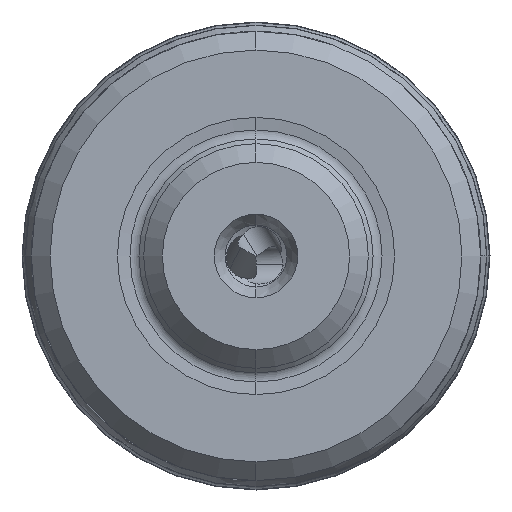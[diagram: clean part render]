
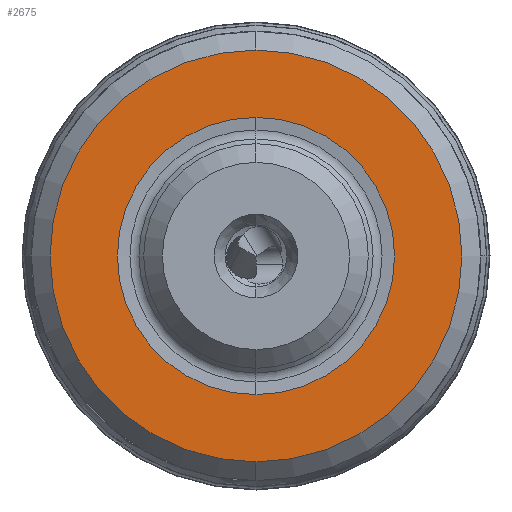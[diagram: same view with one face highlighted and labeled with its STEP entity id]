
A CAD part, left-side view. The second image highlights one B-rep face of the part: STEP entity #2675.
In plain terms, the highlighted planar face has unit normal (-1, 0, 0).
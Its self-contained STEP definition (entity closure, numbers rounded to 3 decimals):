
#70 = CARTESIAN_POINT ( 'NONE',  ( -31.3, 0., 0. ) ) ;
#80 = DIRECTION ( 'NONE',  ( 0., 0., -1. ) ) ;
#89 = ORIENTED_EDGE ( 'NONE', *, *, #2197, .T. ) ;
#97 = CARTESIAN_POINT ( 'NONE',  ( -31.3, 0., 0. ) ) ;
#116 = DIRECTION ( 'NONE',  ( 1., 0., 0. ) ) ;
#143 = DIRECTION ( 'NONE',  ( 0., 0., -1. ) ) ;
#154 = DIRECTION ( 'NONE',  ( 1., 0., 0. ) ) ;
#168 = ORIENTED_EDGE ( 'NONE', *, *, #2314, .T. ) ;
#294 = VERTEX_POINT ( 'NONE', #3037 ) ;
#328 = VERTEX_POINT ( 'NONE', #1347 ) ;
#340 = VERTEX_POINT ( 'NONE', #1332 ) ;
#351 = VERTEX_POINT ( 'NONE', #1321 ) ;
#650 = CIRCLE ( 'NONE', #2506, 11. ) ;
#666 = CIRCLE ( 'NONE', #2510, 7.403 ) ;
#926 = FACE_OUTER_BOUND ( 'NONE', #3355, .T. ) ;
#1090 = FACE_BOUND ( 'NONE', #3343, .T. ) ;
#1178 = AXIS2_PLACEMENT_3D ( 'NONE', #1607, #1609, #1610 ) ;
#1321 = CARTESIAN_POINT ( 'NONE',  ( -31.3, 0., -11. ) ) ;
#1332 = CARTESIAN_POINT ( 'NONE',  ( -31.3, 0., 11. ) ) ;
#1347 = CARTESIAN_POINT ( 'NONE',  ( -31.3, 0., -7.403 ) ) ;
#1607 = CARTESIAN_POINT ( 'NONE',  ( -31.3, 7.403, 0. ) ) ;
#1608 = PLANE ( 'NONE',  #1178 ) ;
#1609 = DIRECTION ( 'NONE',  ( -1., 0., 0. ) ) ;
#1610 = DIRECTION ( 'NONE',  ( 0., 0., 1. ) ) ;
#1896 = DIRECTION ( 'NONE',  ( 0., 0., -1. ) ) ;
#1920 = CARTESIAN_POINT ( 'NONE',  ( -31.3, 0., 0. ) ) ;
#1973 = DIRECTION ( 'NONE',  ( 0., 0., -1. ) ) ;
#2002 = DIRECTION ( 'NONE',  ( 1., 0., 0. ) ) ;
#2053 = DIRECTION ( 'NONE',  ( 1., 0., 0. ) ) ;
#2061 = CARTESIAN_POINT ( 'NONE',  ( -31.3, 0., 0. ) ) ;
#2197 = EDGE_CURVE ( 'NONE', #294, #328, #2743, .T. ) ;
#2204 = EDGE_CURVE ( 'NONE', #351, #340, #2573, .T. ) ;
#2310 = EDGE_CURVE ( 'NONE', #340, #351, #650, .T. ) ;
#2314 = EDGE_CURVE ( 'NONE', #328, #294, #666, .T. ) ;
#2439 = AXIS2_PLACEMENT_3D ( 'NONE', #70, #116, #80 ) ;
#2442 = AXIS2_PLACEMENT_3D ( 'NONE', #97, #154, #143 ) ;
#2506 = AXIS2_PLACEMENT_3D ( 'NONE', #2061, #2053, #1896 ) ;
#2510 = AXIS2_PLACEMENT_3D ( 'NONE', #1920, #2002, #1973 ) ;
#2573 = CIRCLE ( 'NONE', #2442, 11. ) ;
#2675 = ADVANCED_FACE ( 'NONE', ( #1090, #926 ), #1608, .T. ) ;
#2743 = CIRCLE ( 'NONE', #2439, 7.403 ) ;
#3037 = CARTESIAN_POINT ( 'NONE',  ( -31.3, 0., 7.403 ) ) ;
#3271 = ORIENTED_EDGE ( 'NONE', *, *, #2204, .F. ) ;
#3343 = EDGE_LOOP ( 'NONE', ( #89, #168 ) ) ;
#3355 = EDGE_LOOP ( 'NONE', ( #3271, #3570 ) ) ;
#3570 = ORIENTED_EDGE ( 'NONE', *, *, #2310, .F. ) ;
